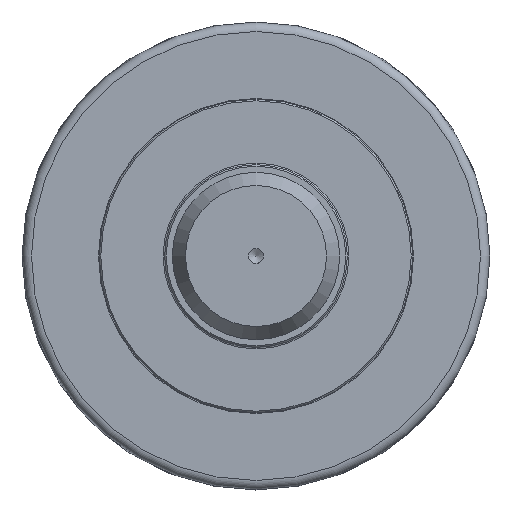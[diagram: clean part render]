
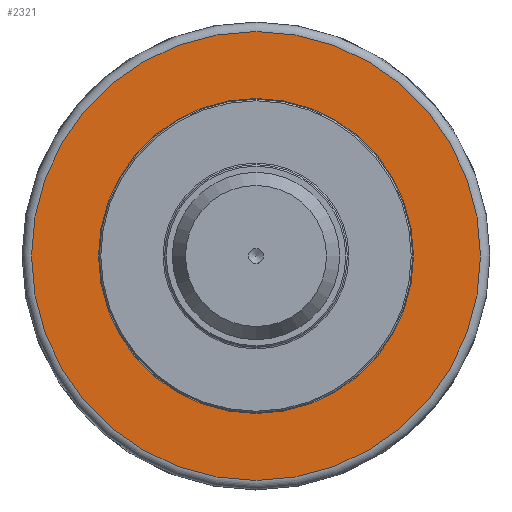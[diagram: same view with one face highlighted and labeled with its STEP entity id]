
A CAD part, left-side view. The second image highlights one B-rep face of the part: STEP entity #2321.
In plain terms, the highlighted planar face has unit normal (-1, 0, 0).
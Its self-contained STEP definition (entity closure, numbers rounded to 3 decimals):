
#353=FACE_BOUND('',#523,.T.);
#391=FACE_OUTER_BOUND('',#522,.T.);
#522=EDGE_LOOP('',(#1530,#1531));
#523=EDGE_LOOP('',(#1532,#1533));
#695=CIRCLE('',#2517,73.773);
#696=CIRCLE('',#2518,73.773);
#697=CIRCLE('',#2519,51.75);
#698=CIRCLE('',#2520,51.75);
#902=VERTEX_POINT('',#3828);
#903=VERTEX_POINT('',#3829);
#904=VERTEX_POINT('',#3832);
#905=VERTEX_POINT('',#3833);
#1138=EDGE_CURVE('',#902,#903,#695,.T.);
#1139=EDGE_CURVE('',#903,#902,#696,.T.);
#1140=EDGE_CURVE('',#904,#905,#697,.T.);
#1141=EDGE_CURVE('',#905,#904,#698,.T.);
#1530=ORIENTED_EDGE('',*,*,#1138,.F.);
#1531=ORIENTED_EDGE('',*,*,#1139,.F.);
#1532=ORIENTED_EDGE('',*,*,#1140,.T.);
#1533=ORIENTED_EDGE('',*,*,#1141,.T.);
#2114=PLANE('',#2516);
#2321=ADVANCED_FACE('',(#391,#353),#2114,.T.);
#2516=AXIS2_PLACEMENT_3D('',#3827,#2925,#2926);
#2517=AXIS2_PLACEMENT_3D('',#3830,#2927,#2928);
#2518=AXIS2_PLACEMENT_3D('',#3831,#2929,#2930);
#2519=AXIS2_PLACEMENT_3D('',#3834,#2931,#2932);
#2520=AXIS2_PLACEMENT_3D('',#3835,#2933,#2934);
#2925=DIRECTION('center_axis',(-1.,0.,0.));
#2926=DIRECTION('ref_axis',(0.,1.,0.));
#2927=DIRECTION('center_axis',(1.,0.,0.));
#2928=DIRECTION('ref_axis',(0.,0.,1.));
#2929=DIRECTION('center_axis',(1.,0.,0.));
#2930=DIRECTION('ref_axis',(0.,0.,1.));
#2931=DIRECTION('center_axis',(1.,0.,0.));
#2932=DIRECTION('ref_axis',(0.,0.,1.));
#2933=DIRECTION('center_axis',(1.,0.,0.));
#2934=DIRECTION('ref_axis',(0.,0.,1.));
#3827=CARTESIAN_POINT('Origin',(28.2,0.,-66.616));
#3828=CARTESIAN_POINT('',(28.2,0.,-73.773));
#3829=CARTESIAN_POINT('',(28.2,73.773,0.));
#3830=CARTESIAN_POINT('Origin',(28.2,0.,0.));
#3831=CARTESIAN_POINT('Origin',(28.2,0.,0.));
#3832=CARTESIAN_POINT('',(28.2,0.,51.75));
#3833=CARTESIAN_POINT('',(28.2,0.,-51.75));
#3834=CARTESIAN_POINT('Origin',(28.2,0.,0.));
#3835=CARTESIAN_POINT('Origin',(28.2,0.,0.));
